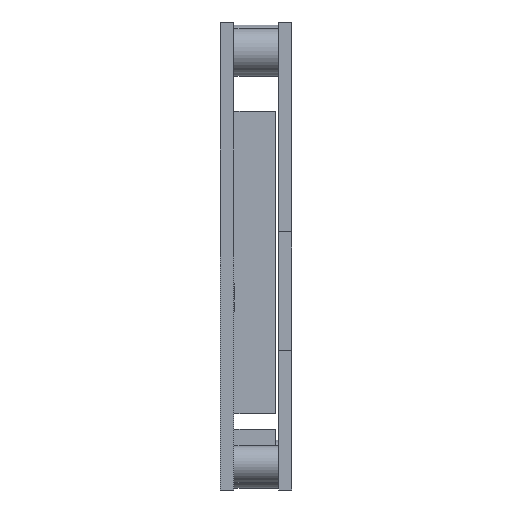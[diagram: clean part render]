
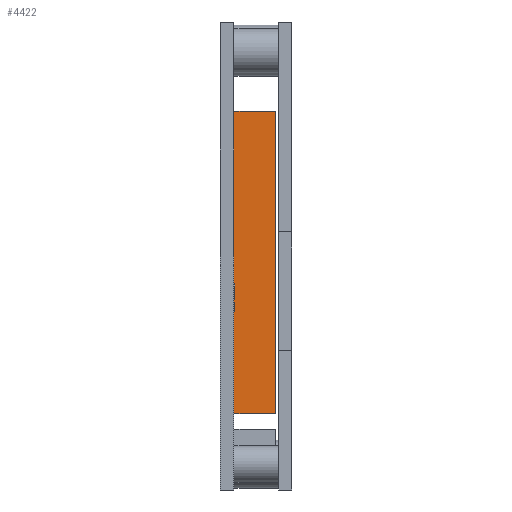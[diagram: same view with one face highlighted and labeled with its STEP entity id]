
A CAD part, left-side view. The second image highlights one B-rep face of the part: STEP entity #4422.
In plain terms, the highlighted planar face has unit normal (-1, 0, 0).
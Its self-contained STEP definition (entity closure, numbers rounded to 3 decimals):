
#207 = CARTESIAN_POINT ( 'NONE',  ( 100.366, 2.273, -54.5 ) ) ;
#222 = ORIENTED_EDGE ( 'NONE', *, *, #1647, .T. ) ;
#335 = VERTEX_POINT ( 'NONE', #4323 ) ;
#576 = VERTEX_POINT ( 'NONE', #2389 ) ;
#595 = LINE ( 'NONE', #207, #1889 ) ;
#702 = CARTESIAN_POINT ( 'NONE',  ( 100.366, 2.273, -12.4 ) ) ;
#722 = VECTOR ( 'NONE', #2122, 1000. ) ;
#1314 = CARTESIAN_POINT ( 'NONE',  ( 100.366, 2.273, -12.4 ) ) ;
#1437 = VECTOR ( 'NONE', #5061, 1000. ) ;
#1522 = DIRECTION ( 'NONE',  ( 0., 1., 0. ) ) ;
#1647 = EDGE_CURVE ( 'NONE', #2655, #335, #3291, .T. ) ;
#1847 = VERTEX_POINT ( 'NONE', #2340 ) ;
#1889 = VECTOR ( 'NONE', #4948, 1000. ) ;
#2122 = DIRECTION ( 'NONE',  ( 0., 0., -1. ) ) ;
#2340 = CARTESIAN_POINT ( 'NONE',  ( 100.366, 2.273, -54.5 ) ) ;
#2389 = CARTESIAN_POINT ( 'NONE',  ( 100.366, 8.073, -54.5 ) ) ;
#2487 = EDGE_CURVE ( 'NONE', #2655, #1847, #4247, .T. ) ;
#2533 = PLANE ( 'NONE',  #3935 ) ;
#2538 = LINE ( 'NONE', #3012, #722 ) ;
#2655 = VERTEX_POINT ( 'NONE', #3741 ) ;
#2843 = DIRECTION ( 'NONE',  ( 1., 0., 0. ) ) ;
#3012 = CARTESIAN_POINT ( 'NONE',  ( 100.366, 8.073, -12.4 ) ) ;
#3013 = ORIENTED_EDGE ( 'NONE', *, *, #3207, .T. ) ;
#3056 = CARTESIAN_POINT ( 'NONE',  ( 100.366, 2.273, -12.4 ) ) ;
#3099 = ORIENTED_EDGE ( 'NONE', *, *, #4316, .F. ) ;
#3207 = EDGE_CURVE ( 'NONE', #335, #576, #2538, .T. ) ;
#3267 = DIRECTION ( 'NONE',  ( 0., 0., -1. ) ) ;
#3291 = LINE ( 'NONE', #702, #4282 ) ;
#3367 = FACE_OUTER_BOUND ( 'NONE', #5228, .T. ) ;
#3741 = CARTESIAN_POINT ( 'NONE',  ( 100.366, 2.273, -12.4 ) ) ;
#3935 = AXIS2_PLACEMENT_3D ( 'NONE', #1314, #2843, #3267 ) ;
#4247 = LINE ( 'NONE', #3056, #1437 ) ;
#4282 = VECTOR ( 'NONE', #1522, 1000. ) ;
#4316 = EDGE_CURVE ( 'NONE', #1847, #576, #595, .T. ) ;
#4323 = CARTESIAN_POINT ( 'NONE',  ( 100.366, 8.073, -12.4 ) ) ;
#4422 = ADVANCED_FACE ( 'NONE', ( #3367 ), #2533, .F. ) ;
#4948 = DIRECTION ( 'NONE',  ( 0., 1., 0. ) ) ;
#5061 = DIRECTION ( 'NONE',  ( 0., 0., -1. ) ) ;
#5228 = EDGE_LOOP ( 'NONE', ( #3013, #3099, #5253, #222 ) ) ;
#5253 = ORIENTED_EDGE ( 'NONE', *, *, #2487, .F. ) ;
